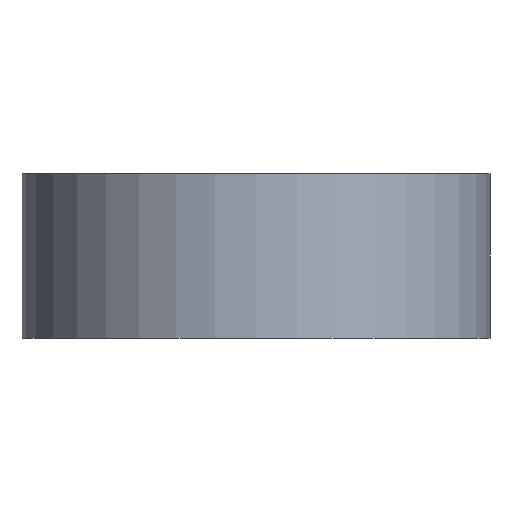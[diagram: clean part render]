
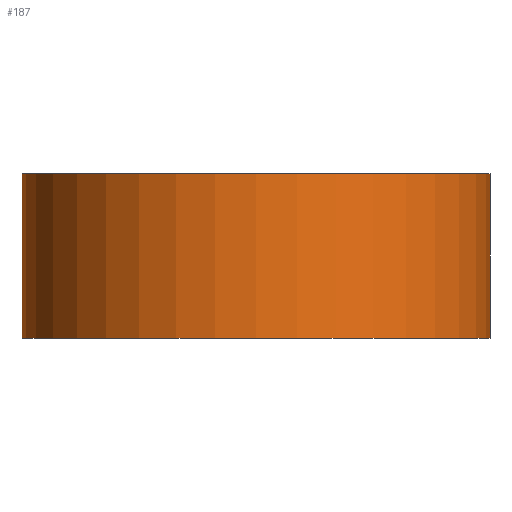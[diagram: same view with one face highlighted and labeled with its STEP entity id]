
A CAD part, front view. The second image highlights one B-rep face of the part: STEP entity #187.
In plain terms, the highlighted cylindrical face has radius 9.95 mm (diameter 19.9 mm), a partial arc.
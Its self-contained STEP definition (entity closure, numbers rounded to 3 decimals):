
#5 = CARTESIAN_POINT ( 'NONE',  ( 9.95, 0., 7. ) ) ;
#100 = DIRECTION ( 'NONE',  ( 1., 0., 0. ) ) ;
#125 = LINE ( 'NONE', #316, #553 ) ;
#133 = AXIS2_PLACEMENT_3D ( 'NONE', #775, #661, #100 ) ;
#141 = EDGE_CURVE ( 'NONE', #723, #394, #125, .T. ) ;
#158 = AXIS2_PLACEMENT_3D ( 'NONE', #825, #710, #250 ) ;
#187 = ADVANCED_FACE ( 'NONE', ( #820 ), #773, .T. ) ;
#212 = CARTESIAN_POINT ( 'NONE',  ( 9.95, 0., 0. ) ) ;
#216 = ORIENTED_EDGE ( 'NONE', *, *, #141, .F. ) ;
#250 = DIRECTION ( 'NONE',  ( -1., 0., 0. ) ) ;
#269 = VECTOR ( 'NONE', #599, 1000. ) ;
#270 = EDGE_LOOP ( 'NONE', ( #216, #681, #658, #688 ) ) ;
#305 = VERTEX_POINT ( 'NONE', #342 ) ;
#316 = CARTESIAN_POINT ( 'NONE',  ( 9.95, 0., 4. ) ) ;
#324 = AXIS2_PLACEMENT_3D ( 'NONE', #457, #713, #331 ) ;
#331 = DIRECTION ( 'NONE',  ( 1., 0., 0. ) ) ;
#336 = EDGE_CURVE ( 'NONE', #388, #394, #687, .T. ) ;
#342 = CARTESIAN_POINT ( 'NONE',  ( -9.95, 0., 7. ) ) ;
#347 = LINE ( 'NONE', #352, #269 ) ;
#352 = CARTESIAN_POINT ( 'NONE',  ( -9.95, 0., 4. ) ) ;
#384 = DIRECTION ( 'NONE',  ( 0., 0., -1. ) ) ;
#388 = VERTEX_POINT ( 'NONE', #535 ) ;
#394 = VERTEX_POINT ( 'NONE', #212 ) ;
#415 = EDGE_CURVE ( 'NONE', #305, #723, #451, .T. ) ;
#451 = CIRCLE ( 'NONE', #324, 9.95 ) ;
#457 = CARTESIAN_POINT ( 'NONE',  ( 0., 0., 7. ) ) ;
#535 = CARTESIAN_POINT ( 'NONE',  ( -9.95, 0., 0. ) ) ;
#553 = VECTOR ( 'NONE', #384, 1000. ) ;
#599 = DIRECTION ( 'NONE',  ( 0., 0., -1. ) ) ;
#658 = ORIENTED_EDGE ( 'NONE', *, *, #822, .T. ) ;
#661 = DIRECTION ( 'NONE',  ( 0., 0., 1. ) ) ;
#681 = ORIENTED_EDGE ( 'NONE', *, *, #415, .F. ) ;
#687 = CIRCLE ( 'NONE', #133, 9.95 ) ;
#688 = ORIENTED_EDGE ( 'NONE', *, *, #336, .T. ) ;
#710 = DIRECTION ( 'NONE',  ( 0., 0., -1. ) ) ;
#713 = DIRECTION ( 'NONE',  ( 0., 0., 1. ) ) ;
#723 = VERTEX_POINT ( 'NONE', #5 ) ;
#773 = CYLINDRICAL_SURFACE ( 'NONE', #158, 9.95 ) ;
#775 = CARTESIAN_POINT ( 'NONE',  ( 0., 0., 0. ) ) ;
#820 = FACE_OUTER_BOUND ( 'NONE', #270, .T. ) ;
#822 = EDGE_CURVE ( 'NONE', #305, #388, #347, .T. ) ;
#825 = CARTESIAN_POINT ( 'NONE',  ( 0., 0., 4. ) ) ;
